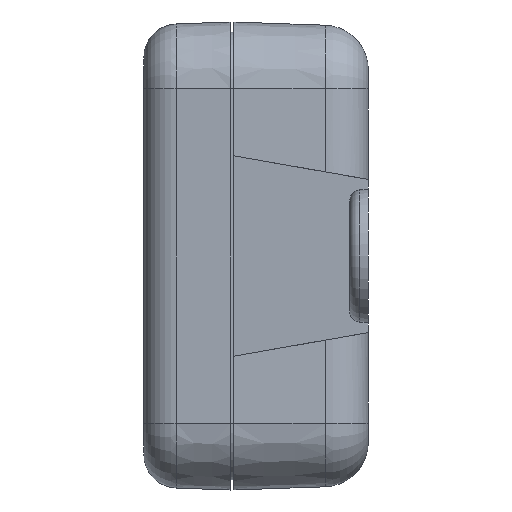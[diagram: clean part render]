
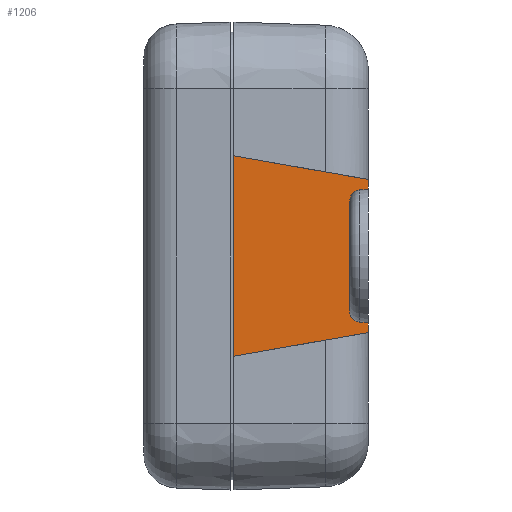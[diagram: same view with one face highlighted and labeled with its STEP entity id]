
A CAD part, left-side view. The second image highlights one B-rep face of the part: STEP entity #1206.
In plain terms, the highlighted planar face has unit normal (-1, 0.026, 0).
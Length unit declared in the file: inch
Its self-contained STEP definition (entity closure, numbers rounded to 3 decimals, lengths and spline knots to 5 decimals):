
#1206 = ADVANCED_FACE ( 'NONE', ( #9655 ), #4879, .T. ) ;
#1727 = EDGE_LOOP ( 'NONE', ( #10942, #10943, #10944, #10945, #10946, #10947, #10948, #10949, #10950, #10951 ) ) ;
#3962 = CARTESIAN_POINT ( 'NONE',  ( -2.14355, -0.70851, 0.37085 ) ) ;
#4040 = CARTESIAN_POINT ( 'NONE',  ( -2.1448, -0.756, 0.4292 ) ) ;
#4046 = CARTESIAN_POINT ( 'NONE',  ( -2.125, 0., -0.5625 ) ) ;
#4077 = CARTESIAN_POINT ( 'NONE',  ( -2.1448, -0.756, 0.375 ) ) ;
#4084 = CARTESIAN_POINT ( 'NONE',  ( -2.125, 0., 0.5625 ) ) ;
#4092 = CARTESIAN_POINT ( 'NONE',  ( -2.14205, -0.651, -0.30808 ) ) ;
#4100 = CARTESIAN_POINT ( 'NONE',  ( -2.14355, -0.70851, -0.37085 ) ) ;
#4119 = CARTESIAN_POINT ( 'NONE',  ( -2.1448, -0.756, -0.375 ) ) ;
#4126 = CARTESIAN_POINT ( 'NONE',  ( -2.1448, -0.756, -0.4292 ) ) ;
#4131 = CARTESIAN_POINT ( 'NONE',  ( -2.14205, -0.651, 0.30808 ) ) ;
#4873 = VERTEX_POINT ( 'NONE', #4131 ) ;
#4875 = DIRECTION ( 'NONE',  ( -0.026, -1., 0. ) ) ;
#4876 = DIRECTION ( 'NONE',  ( -1., 0.026, 0. ) ) ;
#4879 = PLANE ( 'NONE',  #6046 ) ;
#4880 = CARTESIAN_POINT ( 'NONE',  ( -2.125, 0., 0.5625 ) ) ;
#4886 = VERTEX_POINT ( 'NONE', #4126 ) ;
#4896 = VERTEX_POINT ( 'NONE', #4119 ) ;
#4935 = VERTEX_POINT ( 'NONE', #4100 ) ;
#4948 = VERTEX_POINT ( 'NONE', #4092 ) ;
#4961 = VERTEX_POINT ( 'NONE', #4084 ) ;
#4976 = VERTEX_POINT ( 'NONE', #4077 ) ;
#5050 = VERTEX_POINT ( 'NONE', #4046 ) ;
#5067 = VERTEX_POINT ( 'NONE', #4040 ) ;
#5210 = VERTEX_POINT ( 'NONE', #3962 ) ;
#5509 =( BOUNDED_CURVE ( )  B_SPLINE_CURVE ( 3, ( #6453, #6352, #6358, #6331 ),
 .UNSPECIFIED., .F., .T. ) 
 B_SPLINE_CURVE_WITH_KNOTS ( ( 4, 4 ),
 ( 4.79966, 6.28319 ),
 .UNSPECIFIED. ) 
 CURVE ( )  GEOMETRIC_REPRESENTATION_ITEM ( )  RATIONAL_B_SPLINE_CURVE ( ( 1., 0.825, 0.825, 1. ) ) 
 REPRESENTATION_ITEM ( '' )  );
#5510 =( BOUNDED_CURVE ( )  B_SPLINE_CURVE ( 3, ( #6418, #6457, #6458, #6434 ),
 .UNSPECIFIED., .F., .T. ) 
 B_SPLINE_CURVE_WITH_KNOTS ( ( 4, 4 ),
 ( 3.14159, 4.62512 ),
 .UNSPECIFIED. ) 
 CURVE ( )  GEOMETRIC_REPRESENTATION_ITEM ( )  RATIONAL_B_SPLINE_CURVE ( ( 1., 0.825, 0.825, 1. ) ) 
 REPRESENTATION_ITEM ( '' )  );
#6046 = AXIS2_PLACEMENT_3D ( 'NONE', #4880, #4876, #4875 ) ;
#6237 = DIRECTION ( 'NONE',  ( 0.026, 0.996, 0.087 ) ) ;
#6331 = CARTESIAN_POINT ( 'NONE',  ( -2.14205, -0.651, -0.30808 ) ) ;
#6349 = DIRECTION ( 'NONE',  ( 0., 0., 1. ) ) ;
#6351 = CARTESIAN_POINT ( 'NONE',  ( -2.12558, -0.02201, 0.31078 ) ) ;
#6352 = CARTESIAN_POINT ( 'NONE',  ( -2.14266, -0.67424, -0.36785 ) ) ;
#6358 = CARTESIAN_POINT ( 'NONE',  ( -2.14205, -0.651, -0.34248 ) ) ;
#6370 = DIRECTION ( 'NONE',  ( -0.026, -0.996, 0.087 ) ) ;
#6371 = CARTESIAN_POINT ( 'NONE',  ( -2.125, 0., 0.5625 ) ) ;
#6372 = DIRECTION ( 'NONE',  ( 0.026, 0.984, -0.174 ) ) ;
#6373 = DIRECTION ( 'NONE',  ( 0., 0., 1. ) ) ;
#6390 = DIRECTION ( 'NONE',  ( 0., 0., 1. ) ) ;
#6391 = CARTESIAN_POINT ( 'NONE',  ( -2.14205, -0.651, 0.5625 ) ) ;
#6392 = CARTESIAN_POINT ( 'NONE',  ( -2.12302, 0.0756, -0.30224 ) ) ;
#6407 = CARTESIAN_POINT ( 'NONE',  ( -2.12475, 0.00952, -0.56418 ) ) ;
#6418 = CARTESIAN_POINT ( 'NONE',  ( -2.14205, -0.651, 0.30808 ) ) ;
#6434 = CARTESIAN_POINT ( 'NONE',  ( -2.14355, -0.70851, 0.37085 ) ) ;
#6452 = DIRECTION ( 'NONE',  ( 0.026, 0.984, 0.174 ) ) ;
#6453 = CARTESIAN_POINT ( 'NONE',  ( -2.14355, -0.70851, -0.37085 ) ) ;
#6454 = DIRECTION ( 'NONE',  ( 0., 0., 1. ) ) ;
#6455 = CARTESIAN_POINT ( 'NONE',  ( -2.125, 0., 0.5625 ) ) ;
#6457 = CARTESIAN_POINT ( 'NONE',  ( -2.14205, -0.651, 0.34248 ) ) ;
#6458 = CARTESIAN_POINT ( 'NONE',  ( -2.14266, -0.67424, 0.36785 ) ) ;
#6463 = CARTESIAN_POINT ( 'NONE',  ( -2.1448, -0.756, 0.5625 ) ) ;
#6467 = CARTESIAN_POINT ( 'NONE',  ( -2.1448, -0.756, 0.5625 ) ) ;
#6488 = VECTOR ( 'NONE', #6370, 39.37008 ) ;
#6490 = LINE ( 'NONE', #6351, #6488 ) ;
#6494 = VECTOR ( 'NONE', #6390, 39.37008 ) ;
#6498 = VECTOR ( 'NONE', #6237, 39.37008 ) ;
#6502 = VECTOR ( 'NONE', #6452, 39.37008 ) ;
#6503 = LINE ( 'NONE', #6455, #6502 ) ;
#6504 = VECTOR ( 'NONE', #6454, 39.37008 ) ;
#6505 = LINE ( 'NONE', #6371, #6504 ) ;
#6506 = LINE ( 'NONE', #6467, #6494 ) ;
#6507 = VECTOR ( 'NONE', #6372, 39.37008 ) ;
#6509 = LINE ( 'NONE', #6407, #6507 ) ;
#6512 = VECTOR ( 'NONE', #6373, 39.37008 ) ;
#6513 = LINE ( 'NONE', #6463, #6512 ) ;
#6514 = LINE ( 'NONE', #6392, #6498 ) ;
#6566 = VECTOR ( 'NONE', #6349, 39.37008 ) ;
#6654 = LINE ( 'NONE', #6391, #6566 ) ;
#8382 = EDGE_CURVE ( 'NONE', #4886, #4896, #6513, .T. ) ;
#8383 = EDGE_CURVE ( 'NONE', #4886, #5050, #6509, .T. ) ;
#8384 = EDGE_CURVE ( 'NONE', #5050, #4961, #6505, .T. ) ;
#8385 = EDGE_CURVE ( 'NONE', #5067, #4961, #6503, .T. ) ;
#8386 = EDGE_CURVE ( 'NONE', #4873, #5210, #5510, .T. ) ;
#8387 = EDGE_CURVE ( 'NONE', #4896, #4935, #6514, .T. ) ;
#8388 = EDGE_CURVE ( 'NONE', #4935, #4948, #5509, .T. ) ;
#8389 = EDGE_CURVE ( 'NONE', #4976, #5067, #6506, .T. ) ;
#8393 = EDGE_CURVE ( 'NONE', #5210, #4976, #6490, .T. ) ;
#8397 = EDGE_CURVE ( 'NONE', #4948, #4873, #6654, .T. ) ;
#9655 = FACE_OUTER_BOUND ( 'NONE', #1727, .T. ) ;
#10942 = ORIENTED_EDGE ( 'NONE', *, *, #8387, .T. ) ;
#10943 = ORIENTED_EDGE ( 'NONE', *, *, #8388, .T. ) ;
#10944 = ORIENTED_EDGE ( 'NONE', *, *, #8397, .T. ) ;
#10945 = ORIENTED_EDGE ( 'NONE', *, *, #8386, .T. ) ;
#10946 = ORIENTED_EDGE ( 'NONE', *, *, #8393, .T. ) ;
#10947 = ORIENTED_EDGE ( 'NONE', *, *, #8389, .T. ) ;
#10948 = ORIENTED_EDGE ( 'NONE', *, *, #8385, .T. ) ;
#10949 = ORIENTED_EDGE ( 'NONE', *, *, #8384, .F. ) ;
#10950 = ORIENTED_EDGE ( 'NONE', *, *, #8383, .F. ) ;
#10951 = ORIENTED_EDGE ( 'NONE', *, *, #8382, .T. ) ;
